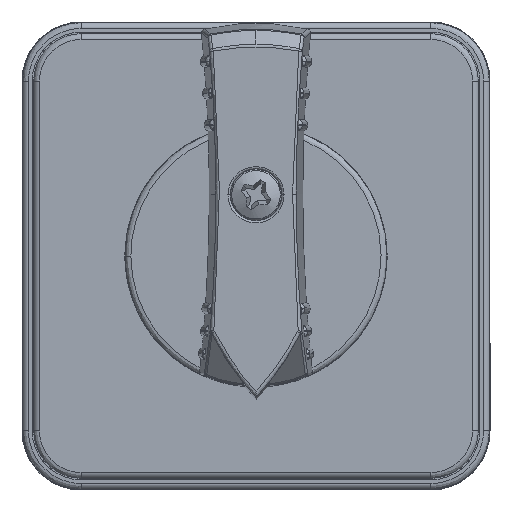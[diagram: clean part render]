
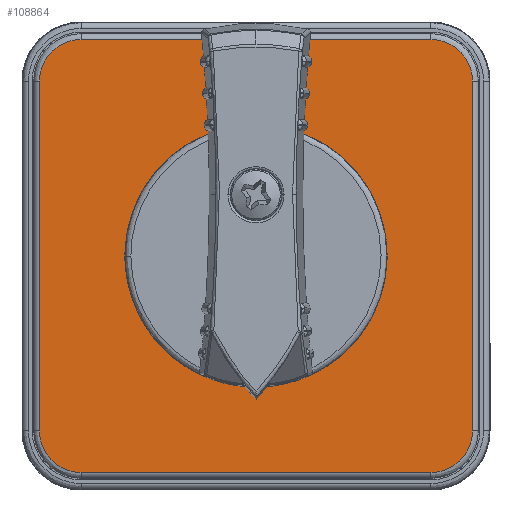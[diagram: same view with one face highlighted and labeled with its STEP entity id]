
A CAD part, front view. The second image highlights one B-rep face of the part: STEP entity #108864.
In plain terms, the highlighted planar face has unit normal (0, -1, 0).
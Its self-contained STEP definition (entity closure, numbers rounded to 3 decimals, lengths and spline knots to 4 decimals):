
#429 = VERTEX_POINT ( 'NONE', #145334 ) ;
#944 = CARTESIAN_POINT ( 'NONE',  ( -1.1693, -0.8189, 0.9449 ) ) ;
#963 = LINE ( 'NONE', #132065, #137535 ) ;
#1584 = ORIENTED_EDGE ( 'NONE', *, *, #128089, .F. ) ;
#2105 = FACE_BOUND ( 'NONE', #117113, .T. ) ;
#7206 = ORIENTED_EDGE ( 'NONE', *, *, #139775, .T. ) ;
#7222 =( BOUNDED_CURVE ( )  B_SPLINE_CURVE ( 3, ( #67028, #75662, #42835, #124773 ),
 .UNSPECIFIED., .F., .F. ) 
 B_SPLINE_CURVE_WITH_KNOTS ( ( 4, 4 ),
 ( 0., 1. ),
 .UNSPECIFIED. ) 
 CURVE ( )  GEOMETRIC_REPRESENTATION_ITEM ( )  RATIONAL_B_SPLINE_CURVE ( ( 1., 0.805, 0.805, 1. ) ) 
 REPRESENTATION_ITEM ( '' )  );
#7364 = CARTESIAN_POINT ( 'NONE',  ( -1.1693, -0.8189, 0.9449 ) ) ;
#7593 = VERTEX_POINT ( 'NONE', #944 ) ;
#10466 = CARTESIAN_POINT ( 'NONE',  ( -1.0763, -0.8189, -1.1693 ) ) ;
#14177 = EDGE_CURVE ( 'NONE', #55031, #7593, #30733, .T. ) ;
#15342 = CARTESIAN_POINT ( 'NONE',  ( 0.9449, -0.8189, 0.9449 ) ) ;
#16542 = CARTESIAN_POINT ( 'NONE',  ( -0.9449, -0.8189, 1.1693 ) ) ;
#18486 = VERTEX_POINT ( 'NONE', #46556 ) ;
#18745 = CARTESIAN_POINT ( 'NONE',  ( 0.9449, -0.8189, 1.1693 ) ) ;
#21642 = DIRECTION ( 'NONE',  ( 0., 1., 0. ) ) ;
#21795 = CARTESIAN_POINT ( 'NONE',  ( 0.9449, -0.8189, -1.1693 ) ) ;
#22893 =( BOUNDED_CURVE ( )  B_SPLINE_CURVE ( 3, ( #135899, #38398, #52389, #64873 ),
 .UNSPECIFIED., .F., .F. ) 
 B_SPLINE_CURVE_WITH_KNOTS ( ( 4, 4 ),
 ( 0., 1. ),
 .UNSPECIFIED. ) 
 CURVE ( )  GEOMETRIC_REPRESENTATION_ITEM ( )  RATIONAL_B_SPLINE_CURVE ( ( 1., 0.805, 0.805, 1. ) ) 
 REPRESENTATION_ITEM ( '' )  );
#23168 = DIRECTION ( 'NONE',  ( 0., 0., -1. ) ) ;
#26060 = CARTESIAN_POINT ( 'NONE',  ( 1.1693, -0.8189, 0.9449 ) ) ;
#29191 = DIRECTION ( 'NONE',  ( 0., 0., 1. ) ) ;
#30733 = LINE ( 'NONE', #7364, #133000 ) ;
#33408 = EDGE_CURVE ( 'NONE', #18486, #55031, #137326, .T. ) ;
#34823 = CARTESIAN_POINT ( 'NONE',  ( 0., -0.8189, 0. ) ) ;
#35665 = CARTESIAN_POINT ( 'NONE',  ( 0., -0.8189, 0. ) ) ;
#37633 = ORIENTED_EDGE ( 'NONE', *, *, #136894, .T. ) ;
#37930 = ORIENTED_EDGE ( 'NONE', *, *, #14177, .F. ) ;
#38007 = DIRECTION ( 'NONE',  ( 0., 0., -1. ) ) ;
#38398 = CARTESIAN_POINT ( 'NONE',  ( 1.1693, -0.8189, -1.0763 ) ) ;
#38408 = EDGE_CURVE ( 'NONE', #81778, #18486, #60016, .T. ) ;
#42835 = CARTESIAN_POINT ( 'NONE',  ( 1.1693, -0.8189, 1.0763 ) ) ;
#44769 = ORIENTED_EDGE ( 'NONE', *, *, #33408, .F. ) ;
#46556 = CARTESIAN_POINT ( 'NONE',  ( -0.9449, -0.8189, -1.1693 ) ) ;
#48255 = ORIENTED_EDGE ( 'NONE', *, *, #64584, .F. ) ;
#50117 = VERTEX_POINT ( 'NONE', #16542 ) ;
#50482 = FACE_OUTER_BOUND ( 'NONE', #130930, .T. ) ;
#51994 = DIRECTION ( 'NONE',  ( 0., -1., 0. ) ) ;
#52389 = CARTESIAN_POINT ( 'NONE',  ( 1.0763, -0.8189, -1.1693 ) ) ;
#55031 = VERTEX_POINT ( 'NONE', #119793 ) ;
#57560 = EDGE_CURVE ( 'NONE', #429, #81778, #22893, .T. ) ;
#58218 = VERTEX_POINT ( 'NONE', #113062 ) ;
#58739 = CIRCLE ( 'NONE', #131059, 0.4626 ) ;
#59295 = AXIS2_PLACEMENT_3D ( 'NONE', #35665, #21642, #23168 ) ;
#59960 = VECTOR ( 'NONE', #95159, 39.3701 ) ;
#60016 = LINE ( 'NONE', #21795, #59960 ) ;
#64584 = EDGE_CURVE ( 'NONE', #7593, #50117, #147827, .T. ) ;
#64873 = CARTESIAN_POINT ( 'NONE',  ( 0.9449, -0.8189, -1.1693 ) ) ;
#67028 = CARTESIAN_POINT ( 'NONE',  ( 0.9449, -0.8189, 1.1693 ) ) ;
#67218 = VERTEX_POINT ( 'NONE', #26060 ) ;
#75662 = CARTESIAN_POINT ( 'NONE',  ( 1.0763, -0.8189, 1.1693 ) ) ;
#81778 = VERTEX_POINT ( 'NONE', #107861 ) ;
#87200 = CARTESIAN_POINT ( 'NONE',  ( -1.1693, -0.8189, 1.0763 ) ) ;
#87957 = CARTESIAN_POINT ( 'NONE',  ( -0.9449, -0.8189, 1.1693 ) ) ;
#93197 = CARTESIAN_POINT ( 'NONE',  ( -0.9449, -0.8189, -1.1693 ) ) ;
#93644 = LINE ( 'NONE', #18745, #140581 ) ;
#95159 = DIRECTION ( 'NONE',  ( -1., 0., 0. ) ) ;
#98085 = PLANE ( 'NONE',  #117413 ) ;
#104149 = CARTESIAN_POINT ( 'NONE',  ( -1.1693, -0.8189, -0.9449 ) ) ;
#106772 = CIRCLE ( 'NONE', #59295, 0.4626 ) ;
#107861 = CARTESIAN_POINT ( 'NONE',  ( 0.9449, -0.8189, -1.1693 ) ) ;
#108864 = ADVANCED_FACE ( 'NONE', ( #2105, #50482 ), #98085, .T. ) ;
#110170 = ORIENTED_EDGE ( 'NONE', *, *, #57560, .F. ) ;
#113062 = CARTESIAN_POINT ( 'NONE',  ( 0.9449, -0.8189, 1.1693 ) ) ;
#114542 = CARTESIAN_POINT ( 'NONE',  ( 0., -0.8189, 0.4626 ) ) ;
#117113 = EDGE_LOOP ( 'NONE', ( #7206, #37633 ) ) ;
#117413 = AXIS2_PLACEMENT_3D ( 'NONE', #15342, #51994, #38007 ) ;
#118147 = CARTESIAN_POINT ( 'NONE',  ( -1.1693, -0.8189, -1.0763 ) ) ;
#118329 = DIRECTION ( 'NONE',  ( 0., 0., -1. ) ) ;
#119419 = CARTESIAN_POINT ( 'NONE',  ( 0., -0.8189, -0.4626 ) ) ;
#119726 = EDGE_CURVE ( 'NONE', #50117, #58218, #93644, .T. ) ;
#119793 = CARTESIAN_POINT ( 'NONE',  ( -1.1693, -0.8189, -0.9449 ) ) ;
#121802 = ORIENTED_EDGE ( 'NONE', *, *, #38408, .F. ) ;
#122301 = CARTESIAN_POINT ( 'NONE',  ( -1.1693, -0.8189, 0.9449 ) ) ;
#124773 = CARTESIAN_POINT ( 'NONE',  ( 1.1693, -0.8189, 0.9449 ) ) ;
#126509 = EDGE_CURVE ( 'NONE', #58218, #67218, #7222, .T. ) ;
#128089 = EDGE_CURVE ( 'NONE', #67218, #429, #963, .T. ) ;
#128754 = DIRECTION ( 'NONE',  ( 1., 0., 0. ) ) ;
#130930 = EDGE_LOOP ( 'NONE', ( #48255, #37930, #44769, #121802, #110170, #1584, #147680, #140585 ) ) ;
#131059 = AXIS2_PLACEMENT_3D ( 'NONE', #34823, #142548, #118329 ) ;
#131967 = VERTEX_POINT ( 'NONE', #114542 ) ;
#132065 = CARTESIAN_POINT ( 'NONE',  ( 1.1693, -0.8189, 0.9449 ) ) ;
#133000 = VECTOR ( 'NONE', #29191, 39.3701 ) ;
#135632 = VERTEX_POINT ( 'NONE', #119419 ) ;
#135899 = CARTESIAN_POINT ( 'NONE',  ( 1.1693, -0.8189, -0.9449 ) ) ;
#136894 = EDGE_CURVE ( 'NONE', #131967, #135632, #58739, .T. ) ;
#137326 =( BOUNDED_CURVE ( )  B_SPLINE_CURVE ( 3, ( #93197, #10466, #118147, #104149 ),
 .UNSPECIFIED., .F., .F. ) 
 B_SPLINE_CURVE_WITH_KNOTS ( ( 4, 4 ),
 ( 0., 1. ),
 .UNSPECIFIED. ) 
 CURVE ( )  GEOMETRIC_REPRESENTATION_ITEM ( )  RATIONAL_B_SPLINE_CURVE ( ( 1., 0.805, 0.805, 1. ) ) 
 REPRESENTATION_ITEM ( '' )  );
#137535 = VECTOR ( 'NONE', #153980, 39.3701 ) ;
#139775 = EDGE_CURVE ( 'NONE', #135632, #131967, #106772, .T. ) ;
#140581 = VECTOR ( 'NONE', #128754, 39.3701 ) ;
#140585 = ORIENTED_EDGE ( 'NONE', *, *, #119726, .F. ) ;
#142548 = DIRECTION ( 'NONE',  ( 0., 1., 0. ) ) ;
#145334 = CARTESIAN_POINT ( 'NONE',  ( 1.1693, -0.8189, -0.9449 ) ) ;
#147680 = ORIENTED_EDGE ( 'NONE', *, *, #126509, .F. ) ;
#147827 =( BOUNDED_CURVE ( )  B_SPLINE_CURVE ( 3, ( #122301, #87200, #148051, #87957 ),
 .UNSPECIFIED., .F., .F. ) 
 B_SPLINE_CURVE_WITH_KNOTS ( ( 4, 4 ),
 ( 0., 1. ),
 .UNSPECIFIED. ) 
 CURVE ( )  GEOMETRIC_REPRESENTATION_ITEM ( )  RATIONAL_B_SPLINE_CURVE ( ( 1., 0.805, 0.805, 1. ) ) 
 REPRESENTATION_ITEM ( '' )  );
#148051 = CARTESIAN_POINT ( 'NONE',  ( -1.0763, -0.8189, 1.1693 ) ) ;
#153980 = DIRECTION ( 'NONE',  ( 0., 0., -1. ) ) ;
